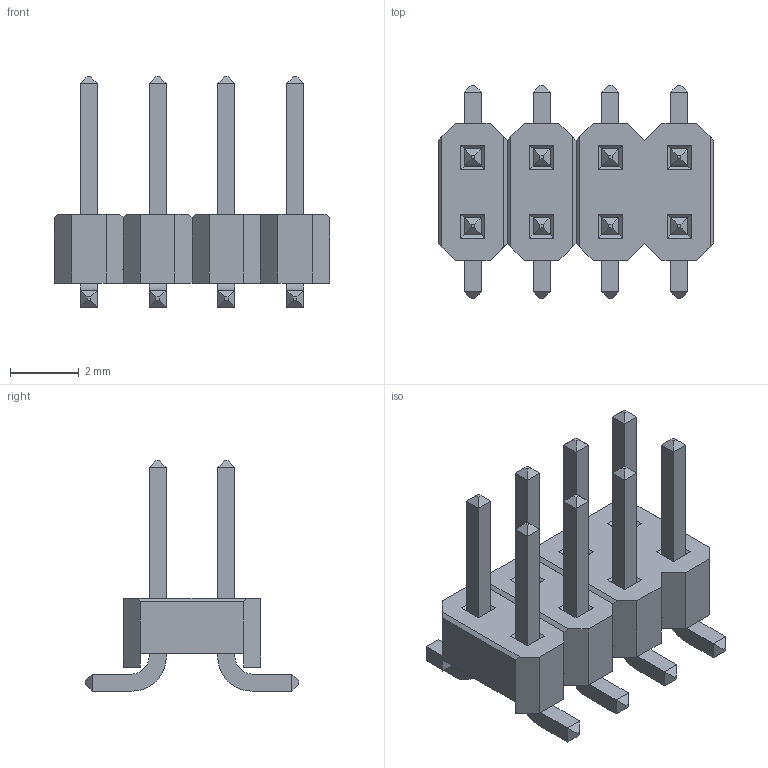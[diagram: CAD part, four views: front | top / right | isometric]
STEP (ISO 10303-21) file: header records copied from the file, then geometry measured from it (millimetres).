
FILE_DESCRIPTION(/* description */ (''),/* implementation_level */ '2;1');
FILE_NAME(/* name */ 'CON-IDC-MA-SMD-2X4-P2MM.stp',/* time_stamp */ '2020-10-20T10:01:40-03:00',/* author */ ('laguerre'),/* organization */ (''),/* preprocessor_version */ 'ST-DEVELOPER v17',/* originating_system */ 'Autodesk Inventor 2018',/* authorisation */ '');
FILE_SCHEMA (('AUTOMOTIVE_DESIGN { 1 0 10303 214 3 1 1 }'));
Length unit declared in the file: millimetre
Products named in the file (1): CON-IDC-MA-SMD-2X3-P2MM
Bounding box: 8 x 6.2 x 6.7 mm (x, y, z)
Volume: 63 mm3; surface area: 230.3 mm2
Topology: 3 solids, 3 shells, 260 faces, 610 edges, 362 vertices
Faces by surface type: plane 244, cylinder 16
Entity records: 7359 total; most frequent: CARTESIAN_POINT 1233, ORIENTED_EDGE 1220, DIRECTION 1164, EDGE_CURVE 610, LINE 578, VECTOR 578, VERTEX_POINT 362, AXIS2_PLACEMENT_3D 293
